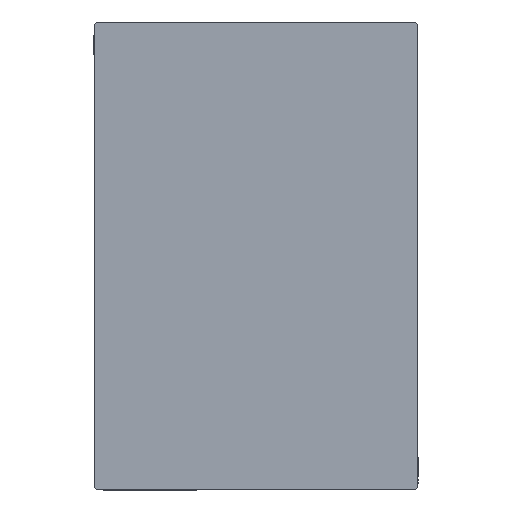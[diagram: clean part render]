
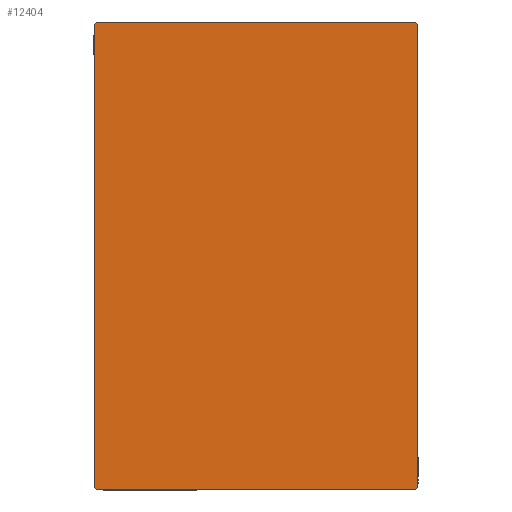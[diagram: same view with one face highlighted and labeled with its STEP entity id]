
A CAD part, left-side view. The second image highlights one B-rep face of the part: STEP entity #12404.
In plain terms, the highlighted face is planar.
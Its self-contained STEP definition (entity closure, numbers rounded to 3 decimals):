
#98 = CARTESIAN_POINT ( 'NONE',  ( 70., 22.5, -32.5 ) ) ;
#869 = EDGE_CURVE ( 'NONE', #18427, #25691, #42038, .T. ) ;
#2154 = LINE ( 'NONE', #15283, #14829 ) ;
#2294 = VERTEX_POINT ( 'NONE', #41055 ) ;
#2366 = EDGE_LOOP ( 'NONE', ( #9531, #12925, #27658, #3690, #18327, #41677, #35382, #7749 ) ) ;
#3690 = ORIENTED_EDGE ( 'NONE', *, *, #18386, .T. ) ;
#3896 = VERTEX_POINT ( 'NONE', #36904 ) ;
#4434 = EDGE_CURVE ( 'NONE', #18584, #31757, #38347, .T. ) ;
#5441 = VECTOR ( 'NONE', #17022, 1000. ) ;
#6219 = CARTESIAN_POINT ( 'NONE',  ( 70., -22.5, -32.5 ) ) ;
#6224 = LINE ( 'NONE', #20214, #34328 ) ;
#6338 = CARTESIAN_POINT ( 'NONE',  ( 70., -22.5, 32.2 ) ) ;
#6898 = CARTESIAN_POINT ( 'NONE',  ( 70., 27.35, 27.35 ) ) ;
#7319 = CARTESIAN_POINT ( 'NONE',  ( 70., 0., 0. ) ) ;
#7749 = ORIENTED_EDGE ( 'NONE', *, *, #26806, .T. ) ;
#8823 = DIRECTION ( 'NONE',  ( 0., 1., 0. ) ) ;
#9029 = DIRECTION ( 'NONE',  ( 0., 0., -1. ) ) ;
#9531 = ORIENTED_EDGE ( 'NONE', *, *, #4434, .T. ) ;
#10114 = FACE_OUTER_BOUND ( 'NONE', #2366, .T. ) ;
#10199 = DIRECTION ( 'NONE',  ( 0., 0., 1. ) ) ;
#12404 = ADVANCED_FACE ( 'NONE', ( #10114 ), #26493, .T. ) ;
#12901 = CARTESIAN_POINT ( 'NONE',  ( 70., 27.35, -27.35 ) ) ;
#12925 = ORIENTED_EDGE ( 'NONE', *, *, #25507, .T. ) ;
#12986 = VECTOR ( 'NONE', #10199, 1000. ) ;
#13812 = VECTOR ( 'NONE', #35953, 1000. ) ;
#14829 = VECTOR ( 'NONE', #9029, 1000. ) ;
#15283 = CARTESIAN_POINT ( 'NONE',  ( 70., -22.5, 32.5 ) ) ;
#17022 = DIRECTION ( 'NONE',  ( 0., -0.707, 0.707 ) ) ;
#18327 = ORIENTED_EDGE ( 'NONE', *, *, #19714, .T. ) ;
#18386 = EDGE_CURVE ( 'NONE', #2294, #3896, #26724, .T. ) ;
#18427 = VERTEX_POINT ( 'NONE', #40292 ) ;
#18584 = VERTEX_POINT ( 'NONE', #32918 ) ;
#19268 = EDGE_CURVE ( 'NONE', #21377, #2294, #29581, .T. ) ;
#19714 = EDGE_CURVE ( 'NONE', #3896, #18427, #6224, .T. ) ;
#20214 = CARTESIAN_POINT ( 'NONE',  ( 70., 22.5, 32.5 ) ) ;
#21377 = VERTEX_POINT ( 'NONE', #25867 ) ;
#21977 = LINE ( 'NONE', #42023, #29667 ) ;
#24969 = AXIS2_PLACEMENT_3D ( 'NONE', #7319, #26708, #33804 ) ;
#25507 = EDGE_CURVE ( 'NONE', #31757, #21377, #36802, .T. ) ;
#25691 = VERTEX_POINT ( 'NONE', #6338 ) ;
#25797 = VECTOR ( 'NONE', #8823, 1000. ) ;
#25867 = CARTESIAN_POINT ( 'NONE',  ( 70., 22.5, -32.2 ) ) ;
#26493 = PLANE ( 'NONE',  #24969 ) ;
#26708 = DIRECTION ( 'NONE',  ( 1., 0., 0. ) ) ;
#26724 = LINE ( 'NONE', #6898, #5441 ) ;
#26806 = EDGE_CURVE ( 'NONE', #32790, #18584, #21977, .T. ) ;
#27658 = ORIENTED_EDGE ( 'NONE', *, *, #19268, .T. ) ;
#28431 = VECTOR ( 'NONE', #29090, 1000. ) ;
#29090 = DIRECTION ( 'NONE',  ( 0., -0.707, -0.707 ) ) ;
#29581 = LINE ( 'NONE', #98, #12986 ) ;
#29667 = VECTOR ( 'NONE', #35762, 1000. ) ;
#31757 = VERTEX_POINT ( 'NONE', #32606 ) ;
#32606 = CARTESIAN_POINT ( 'NONE',  ( 70., 22.2, -32.5 ) ) ;
#32790 = VERTEX_POINT ( 'NONE', #41153 ) ;
#32918 = CARTESIAN_POINT ( 'NONE',  ( 70., -22.2, -32.5 ) ) ;
#33804 = DIRECTION ( 'NONE',  ( 0., 0., -1. ) ) ;
#34328 = VECTOR ( 'NONE', #39192, 1000. ) ;
#35382 = ORIENTED_EDGE ( 'NONE', *, *, #42190, .T. ) ;
#35762 = DIRECTION ( 'NONE',  ( 0., 0.707, -0.707 ) ) ;
#35953 = DIRECTION ( 'NONE',  ( 0., 0.707, 0.707 ) ) ;
#36802 = LINE ( 'NONE', #12901, #13812 ) ;
#36904 = CARTESIAN_POINT ( 'NONE',  ( 70., 22.2, 32.5 ) ) ;
#38347 = LINE ( 'NONE', #6219, #25797 ) ;
#38802 = CARTESIAN_POINT ( 'NONE',  ( 70., -27.35, 27.35 ) ) ;
#39192 = DIRECTION ( 'NONE',  ( 0., -1., 0. ) ) ;
#40292 = CARTESIAN_POINT ( 'NONE',  ( 70., -22.2, 32.5 ) ) ;
#41055 = CARTESIAN_POINT ( 'NONE',  ( 70., 22.5, 32.2 ) ) ;
#41153 = CARTESIAN_POINT ( 'NONE',  ( 70., -22.5, -32.2 ) ) ;
#41677 = ORIENTED_EDGE ( 'NONE', *, *, #869, .T. ) ;
#42023 = CARTESIAN_POINT ( 'NONE',  ( 70., -27.35, -27.35 ) ) ;
#42038 = LINE ( 'NONE', #38802, #28431 ) ;
#42190 = EDGE_CURVE ( 'NONE', #25691, #32790, #2154, .T. ) ;
